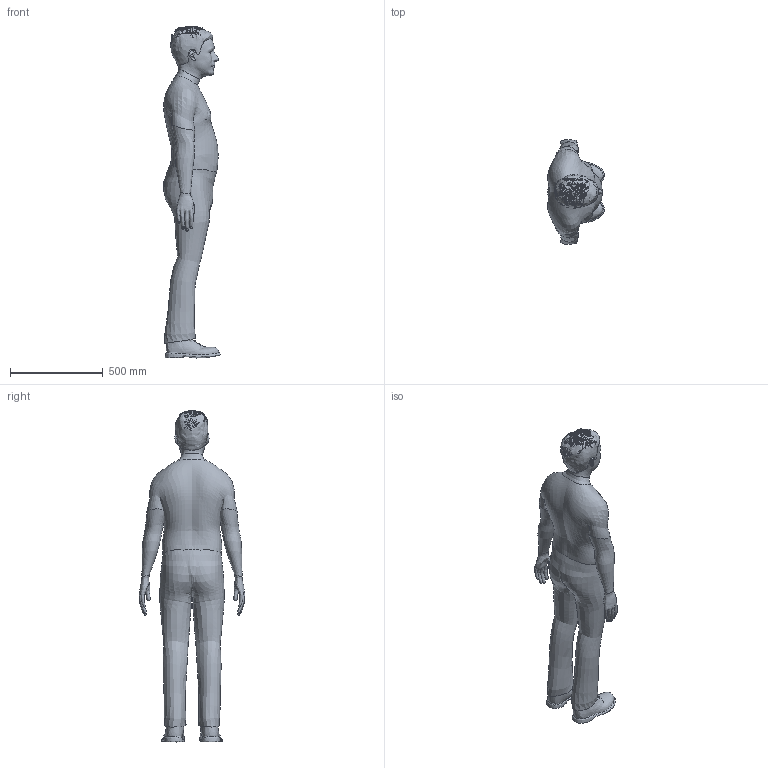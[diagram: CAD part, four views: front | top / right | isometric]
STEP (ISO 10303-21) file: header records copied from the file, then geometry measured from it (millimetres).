
FILE_DESCRIPTION(/* description */ ('CAx-IF Rec.Pracs.---Representation and Presentation of Product Manufacturing Information (PMI)---4.0---2014-10-13','CAx-IF Rec.Pracs.---3D Tessellated Geometry---0.4---2014-09-14','2;1'),/* implementation_level */ '2;1');
FILE_NAME(/* name */ 'Human male (25 age)',/* time_stamp */ '2025-07-18T09:03:09+05:00',/* author */ (''),/* organization */ (''),/* preprocessor_version */ 'ST-DEVELOPER v20',/* originating_system */ 'SIEMENS PLM Software NX2506.1700',/* authorisation */ $);
FILE_SCHEMA (('AP242_MANAGED_MODEL_BASED_3D_ENGINEERING_MIM_LF { 1 0 10303 442 3 1 4 }'));
Length unit declared in the file: millimetre
Products named in the file (1): Human male (25 age)
Bounding box: 307.25 x 568.67 x 1794.29 mm (x, y, z)
Surface area: 2184124.8 mm2 (no closed solid volume)
Topology: 0 solids, 213 shells, 213 faces, 0 edges, 0 vertices
Faces by surface type: other 213
Entity records: 2299 total; most frequent: STYLED_ITEM 213, PRESENTATION_STYLE_ASSIGNMENT 213, SURFACE_STYLE_USAGE 213, SURFACE_SIDE_STYLE 213, SURFACE_STYLE_FILL_AREA 213, FILL_AREA_STYLE 213, FILL_AREA_STYLE_COLOUR 213, COMPLEX_TRIANGULATED_FACE 213
